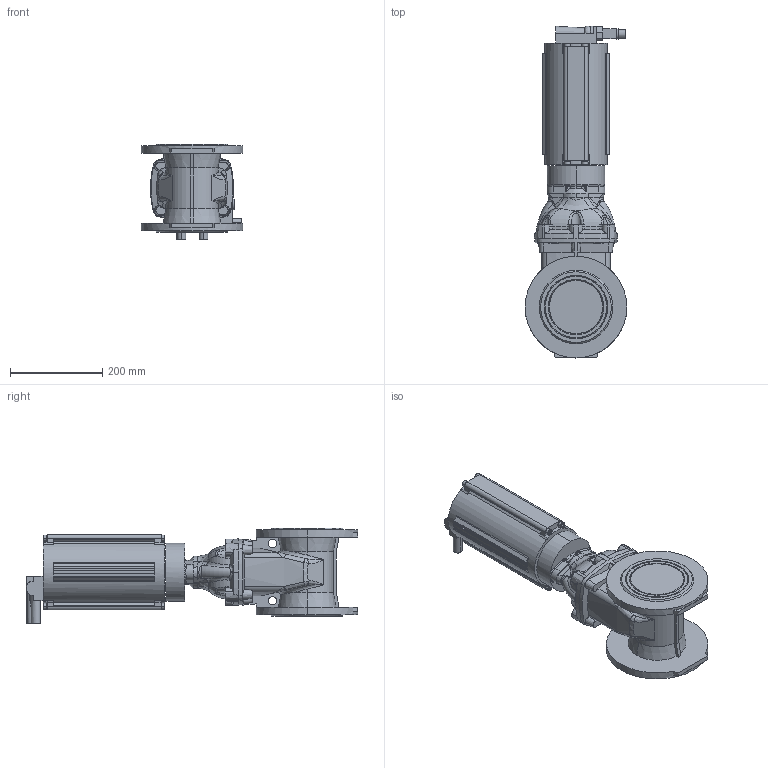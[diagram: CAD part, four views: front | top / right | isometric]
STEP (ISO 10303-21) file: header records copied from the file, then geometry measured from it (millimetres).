
FILE_DESCRIPTION (( 'STEP AP203' ), '1' );
FILE_NAME ('7151003003009 Outline drawing.STEP', '2014-06-24T06:04:56', ( '' ), ( '' ), 'SwSTEP 2.0', 'SolidWorks 2012', '' );
FILE_SCHEMA (( 'CONFIG_CONTROL_DESIGN' ));
Length unit declared in the file: millimetre
Products named in the file (1): 7151003003009 Outline drawing
Bounding box: 220 x 719 x 206.5 mm (x, y, z)
Volume: 11021540.9 mm3; surface area: 565796.6 mm2
Topology: 1 solids, 1 shells, 856 faces, 2235 edges, 1384 vertices
Faces by surface type: plane 344, cone 207, cylinder 167, bspline 99, torus 39
Entity records: 33982 total; most frequent: CARTESIAN_POINT 13809, ORIENTED_EDGE 4422, DIRECTION 4034, EDGE_CURVE 2211, AXIS2_PLACEMENT_3D 1551, VERTEX_POINT 1384, VECTOR 932, LINE 932
